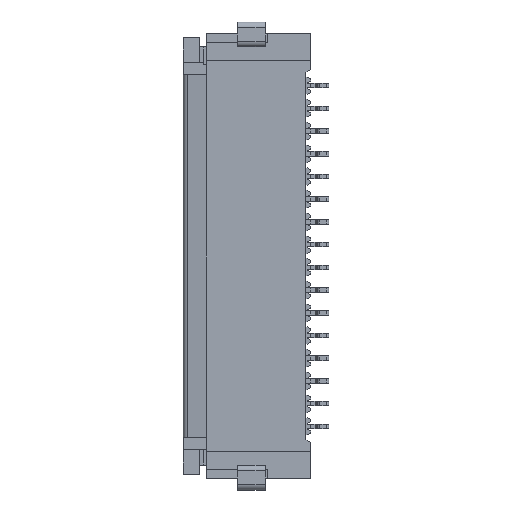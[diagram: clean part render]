
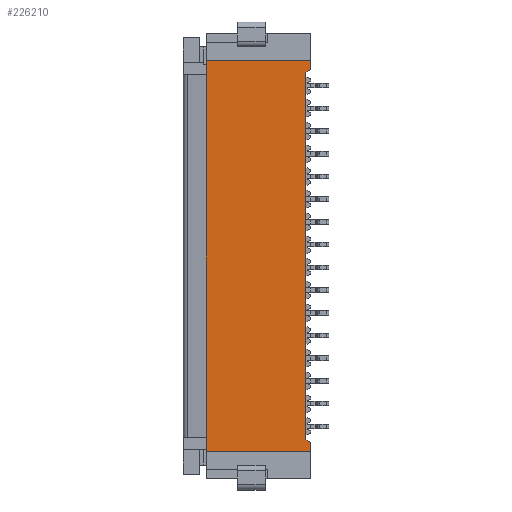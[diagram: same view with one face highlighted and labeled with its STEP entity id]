
A CAD part, left-side view. The second image highlights one B-rep face of the part: STEP entity #226210.
In plain terms, the highlighted planar face has unit normal (-1, 0, 0).
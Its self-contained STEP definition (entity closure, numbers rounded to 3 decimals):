
#32050=CARTESIAN_POINT('',(-2.015,-3.591,19.658))
;
#32060=VERTEX_POINT('',#32050);
#32090=CARTESIAN_POINT('',(-2.015,-3.591,21.105));
#32100=DIRECTION('',(0.,0.,-1.));
#32110=VECTOR('',#32100,1.);
#32120=LINE('',#32090,#32110);
#32130=CARTESIAN_POINT('',(-2.015,-3.591,20.058))
;
#32140=VERTEX_POINT('',#32130);
#32150=EDGE_CURVE('',#32140,#32060,#32120,.T.);
#36230=CARTESIAN_POINT('',(-2.015,-3.391,19.555));
#36240=VERTEX_POINT('',#36230);
#36270=CARTESIAN_POINT('',(-2.015,0.,17.817));
#36280=DIRECTION('',(0.,0.89,-0.456));
#36290=VECTOR('',#36280,1.);
#36300=LINE('',#36270,#36290);
#36310=EDGE_CURVE('',#32060,#36240,#36300,.T.);
#51400=CARTESIAN_POINT('',(-2.015,1.009,20.058));
#51410=DIRECTION('',(0.,-1.,0.));
#51420=VECTOR('',#51410,1.);
#51430=LINE('',#51400,#51420);
#51440=CARTESIAN_POINT('',(-2.015,1.009,20.058));
#51450=VERTEX_POINT('',#51440);
#51460=EDGE_CURVE('',#51450,#32140,#51430,.T.);
#92030=CARTESIAN_POINT('',(-2.015,1.009,22.325));
#92040=DIRECTION('',(0.,0.,1.));
#92050=VECTOR('',#92040,1.);
#92060=LINE('',#92030,#92050);
#92070=CARTESIAN_POINT('',(-2.015,1.009,2.858));
#92080=VERTEX_POINT('',#92070);
#92090=EDGE_CURVE('',#92080,#51450,#92060,.T.);
#116820=CARTESIAN_POINT('',(-2.015,-3.391,3.36));
#116830=VERTEX_POINT('',#116820);
#116860=CARTESIAN_POINT('',(-2.015,-3.391,24.555));
#116870=DIRECTION('',(0.,0.,-1.));
#116880=VECTOR('',#116870,1.);
#116890=LINE('',#116860,#116880);
#116900=EDGE_CURVE('',#36240,#116830,#116890,.T.);
#221510=CARTESIAN_POINT('',(-2.015,-3.591,2.858));
#221520=VERTEX_POINT('',#221510);
#221550=CARTESIAN_POINT('',(-2.015,-3.591,1.81));
#221560=DIRECTION('',(0.,0.,1.));
#221570=VECTOR('',#221560,1.);
#221580=LINE('',#221550,#221570);
#221590=CARTESIAN_POINT('',(-2.015,-3.591,3.258));
#221600=VERTEX_POINT('',#221590);
#221610=EDGE_CURVE('',#221520,#221600,#221580,.T.);
#225910=CARTESIAN_POINT('',(-2.015,1.009,2.858));
#225920=DIRECTION('',(0.,-1.,0.));
#225930=VECTOR('',#225920,1.);
#225940=LINE('',#225910,#225930);
#225950=EDGE_CURVE('',#92080,#221520,#225940,.T.);
#226010=CARTESIAN_POINT('',(-2.015,-3.341,29.555));
#226020=DIRECTION('',(-1.,0.,0.));
#226030=DIRECTION('',(0.,-1.,0.));
#226040=AXIS2_PLACEMENT_3D('',#226010,#226020,#226030);
#226050=PLANE('',#226040);
#226060=ORIENTED_EDGE('',*,*,#116900,.F.);
#226070=CARTESIAN_POINT('',(-2.015,0.,5.098));
#226080=DIRECTION('',(0.,-0.89,-0.456));
#226090=VECTOR('',#226080,1.);
#226100=LINE('',#226070,#226090);
#226110=EDGE_CURVE('',#116830,#221600,#226100,.T.);
#226120=ORIENTED_EDGE('',*,*,#226110,.F.);
#226130=ORIENTED_EDGE('',*,*,#221610,.T.);
#226140=ORIENTED_EDGE('',*,*,#225950,.T.);
#226150=ORIENTED_EDGE('',*,*,#92090,.F.);
#226160=ORIENTED_EDGE('',*,*,#51460,.F.);
#226170=ORIENTED_EDGE('',*,*,#32150,.F.);
#226180=ORIENTED_EDGE('',*,*,#36310,.F.);
#226190=EDGE_LOOP('',(#226180,#226170,#226160,#226150,#226140,#226130,
#226120,#226060));
#226200=FACE_OUTER_BOUND('',#226190,.T.);
#226210=ADVANCED_FACE('',(#226200),#226050,.T.);
